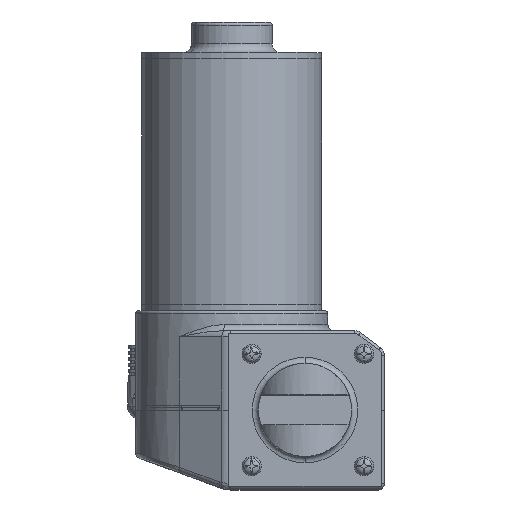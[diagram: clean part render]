
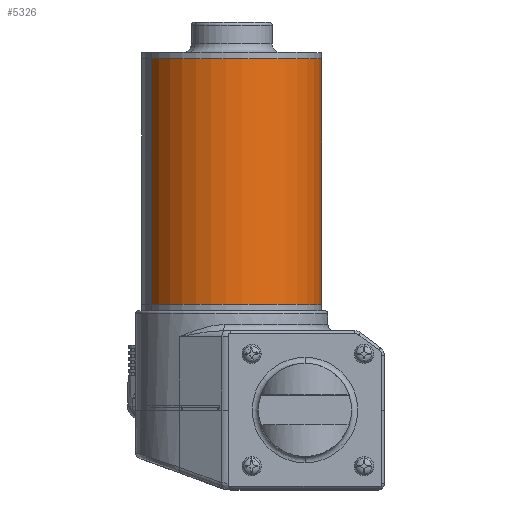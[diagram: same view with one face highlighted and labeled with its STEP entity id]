
A CAD part, top view. The second image highlights one B-rep face of the part: STEP entity #5326.
In plain terms, the highlighted cylindrical face has radius 29.5 mm (diameter 59 mm), a partial arc.
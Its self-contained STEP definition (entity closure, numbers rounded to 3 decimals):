
#191 = DIRECTION ( 'NONE',  ( 0., 0., -1. ) ) ;
#697 = EDGE_LOOP ( 'NONE', ( #28711, #6623, #17601, #7360 ) ) ;
#824 = CARTESIAN_POINT ( 'NONE',  ( 0., 0., 80.5 ) ) ;
#1488 = EDGE_CURVE ( 'NONE', #11651, #26864, #4379, .T. ) ;
#2048 = CARTESIAN_POINT ( 'NONE',  ( 29.5, 0., 0. ) ) ;
#2983 = DIRECTION ( 'NONE',  ( 0., 0., 1. ) ) ;
#3278 = DIRECTION ( 'NONE',  ( 1., 0., 0. ) ) ;
#3387 = VECTOR ( 'NONE', #191, 1000. ) ;
#4379 = LINE ( 'NONE', #17123, #11481 ) ;
#5267 = FACE_OUTER_BOUND ( 'NONE', #697, .T. ) ;
#5326 = ADVANCED_FACE ( 'NONE', ( #5267 ), #10570, .T. ) ;
#6623 = ORIENTED_EDGE ( 'NONE', *, *, #1488, .T. ) ;
#6775 = EDGE_CURVE ( 'NONE', #25994, #10658, #9750, .T. ) ;
#7096 = DIRECTION ( 'NONE',  ( -1., 0., 0. ) ) ;
#7298 = AXIS2_PLACEMENT_3D ( 'NONE', #17459, #2983, #19806 ) ;
#7360 = ORIENTED_EDGE ( 'NONE', *, *, #6775, .F. ) ;
#7638 = EDGE_CURVE ( 'NONE', #11651, #25994, #11575, .T. ) ;
#9750 = LINE ( 'NONE', #17127, #3387 ) ;
#10570 = CYLINDRICAL_SURFACE ( 'NONE', #13637, 29.5 ) ;
#10658 = VERTEX_POINT ( 'NONE', #16843 ) ;
#11481 = VECTOR ( 'NONE', #16953, 1000. ) ;
#11575 = CIRCLE ( 'NONE', #28645, 29.5 ) ;
#11651 = VERTEX_POINT ( 'NONE', #11718 ) ;
#11718 = CARTESIAN_POINT ( 'NONE',  ( 29.5, 0., 80.5 ) ) ;
#13637 = AXIS2_PLACEMENT_3D ( 'NONE', #31044, #14393, #7096 ) ;
#14393 = DIRECTION ( 'NONE',  ( 0., 0., -1. ) ) ;
#16843 = CARTESIAN_POINT ( 'NONE',  ( -29.5, 0., 0. ) ) ;
#16943 = CARTESIAN_POINT ( 'NONE',  ( -29.5, 0., 80.5 ) ) ;
#16953 = DIRECTION ( 'NONE',  ( 0., 0., -1. ) ) ;
#17123 = CARTESIAN_POINT ( 'NONE',  ( 29.5, 0., 80.5 ) ) ;
#17127 = CARTESIAN_POINT ( 'NONE',  ( -29.5, 0., 80.5 ) ) ;
#17459 = CARTESIAN_POINT ( 'NONE',  ( 0., 0., 0. ) ) ;
#17601 = ORIENTED_EDGE ( 'NONE', *, *, #22229, .T. ) ;
#17742 = DIRECTION ( 'NONE',  ( 0., 0., 1. ) ) ;
#19029 = CIRCLE ( 'NONE', #7298, 29.5 ) ;
#19806 = DIRECTION ( 'NONE',  ( 1., 0., 0. ) ) ;
#22229 = EDGE_CURVE ( 'NONE', #26864, #10658, #19029, .T. ) ;
#25994 = VERTEX_POINT ( 'NONE', #16943 ) ;
#26864 = VERTEX_POINT ( 'NONE', #2048 ) ;
#28645 = AXIS2_PLACEMENT_3D ( 'NONE', #824, #17742, #3278 ) ;
#28711 = ORIENTED_EDGE ( 'NONE', *, *, #7638, .F. ) ;
#31044 = CARTESIAN_POINT ( 'NONE',  ( 0., 0., 80.5 ) ) ;
